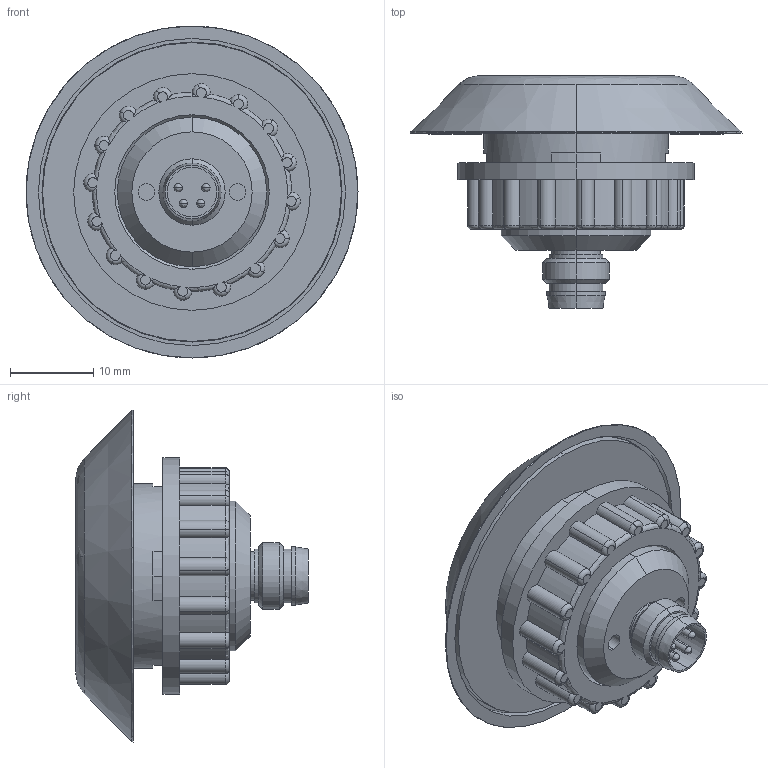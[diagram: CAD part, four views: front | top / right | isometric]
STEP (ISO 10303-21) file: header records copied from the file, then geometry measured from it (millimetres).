
FILE_DESCRIPTION (( 'STEP AP203' ), '1' );
FILE_NAME ('CDL1-158-30-GR.step', '2020-02-06T11:57:53', ( '' ), ( '' ), 'SwSTEP 2.0', 'SolidWorks 2019', '' );
FILE_SCHEMA (( 'CONFIG_CONTROL_DESIGN' ));
Length unit declared in the file: inch
Products named in the file (1): CDL1-158-30-GR
Bounding box: 40 x 28 x 40 mm (x, y, z)
Volume: 10806.9 mm3; surface area: 8936.8 mm2
Topology: 10 solids, 10 shells, 218 faces, 510 edges, 316 vertices
Faces by surface type: cylinder 99, torus 49, plane 40, cone 16, bspline 14
Entity records: 6734 total; most frequent: CARTESIAN_POINT 1541, DIRECTION 1203, ORIENTED_EDGE 1004, AXIS2_PLACEMENT_3D 530, EDGE_CURVE 502, CIRCLE 325, VERTEX_POINT 316, EDGE_LOOP 236
